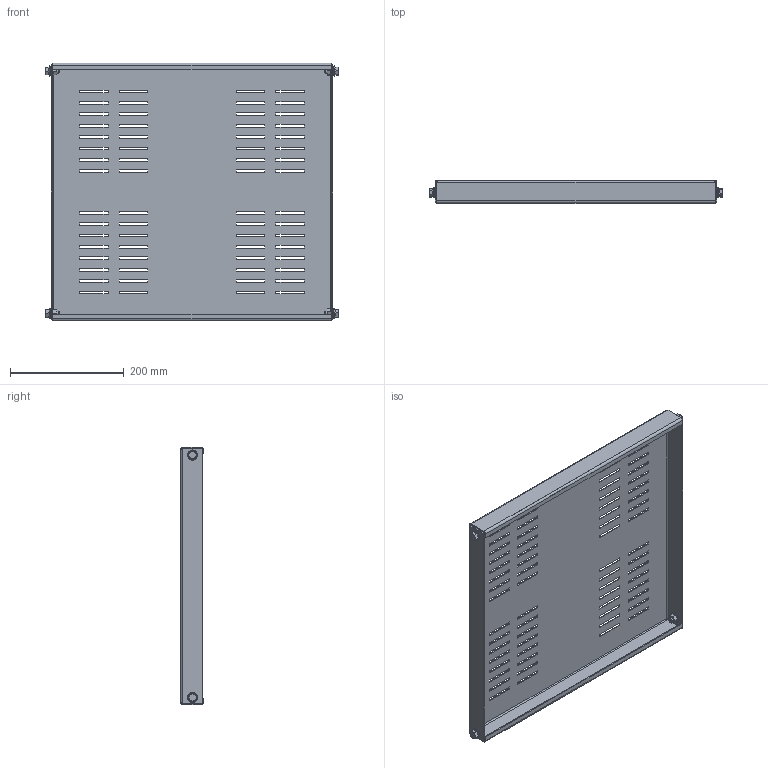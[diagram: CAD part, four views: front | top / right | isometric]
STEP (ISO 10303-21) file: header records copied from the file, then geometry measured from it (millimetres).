
FILE_DESCRIPTION (( 'STEP AP203' ), '1' );
FILE_NAME ('R5RFLIT80.STEP', '2014-04-04T11:29:25', ( 'admin' ), ( '' ), 'SwSTEP 2.0', 'SolidWorks 2013', '' );
FILE_SCHEMA (( 'CONFIG_CONTROL_DESIGN' ));
Length unit declared in the file: millimetre
Products named in the file (4): QB09C606_QB09C606; A0400005_A0400005; A3300003_A3300003; R5RFLIT80
Assembly tree (9 placements, depth 2):
  R5RFLIT80
    QB09C606_QB09C606
    A0400005_A0400005  x4
    A3300003_A3300003  x4
Bounding box: 515.2 x 40 x 453 mm (x, y, z)
Volume: 578912.3 mm3; surface area: 594265.4 mm2
Topology: 9 solids, 9 shells, 746 faces, 2024 edges, 1304 vertices
Faces by surface type: plane 558, cone 112, cylinder 36, torus 32, bspline 8
Entity records: 14984 total; most frequent: CARTESIAN_POINT 3166, ORIENTED_EDGE 2380, DIRECTION 2154, EDGE_CURVE 1190, LINE 982, VECTOR 982, VERTEX_POINT 770, AXIS2_PLACEMENT_3D 586
